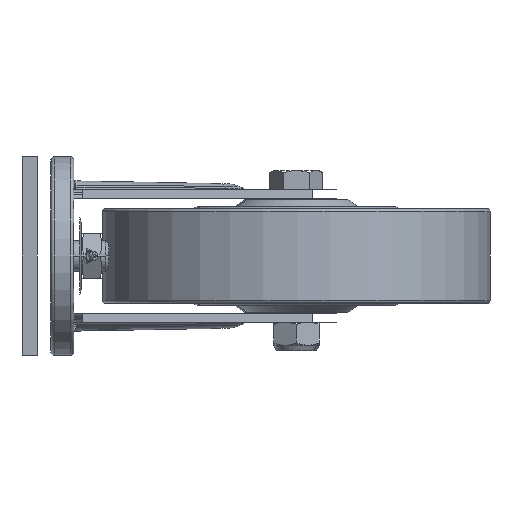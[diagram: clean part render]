
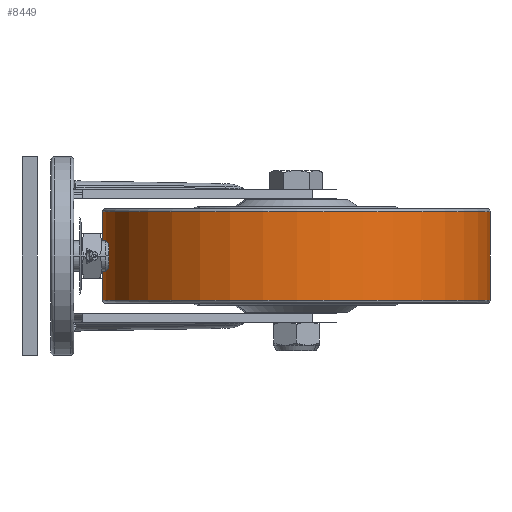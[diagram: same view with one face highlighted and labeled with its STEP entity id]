
A CAD part, left-side view. The second image highlights one B-rep face of the part: STEP entity #8449.
In plain terms, the highlighted cylindrical face has radius 127 mm (diameter 254 mm), a partial arc.
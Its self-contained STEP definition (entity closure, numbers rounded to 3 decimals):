
#7602=CARTESIAN_POINT('',(-156.859,129.046,
-93.962));
#7603=DIRECTION('',(0.,0.,-1.));
#7604=DIRECTION('',(0.001,-1.,0.));
#7605=AXIS2_PLACEMENT_3D('',#7602,#7603,#7604);
#7607=CARTESIAN_POINT('',(-156.859,129.046,
-36.038));
#7608=DIRECTION('',(0.,0.,-1.));
#7609=DIRECTION('',(0.001,-1.,0.));
#7610=AXIS2_PLACEMENT_3D('',#7607,#7608,#7609);
#7645=DIRECTION('',(0.,0.,-1.));
#7646=VECTOR('',#7645,57.923);
#7647=CARTESIAN_POINT('',(-156.783,2.046,
-36.038));
#7648=LINE('',#7647,#7646);
#7654=DIRECTION('',(0.,0.,-1.));
#7655=VECTOR('',#7654,57.923);
#7656=CARTESIAN_POINT('',(-156.934,256.046,
-36.038));
#7657=LINE('',#7656,#7655);
#8160=CARTESIAN_POINT('',(-156.934,256.046,
-93.962));
#8161=CARTESIAN_POINT('',(-156.783,2.046,
-93.962));
#8162=VERTEX_POINT('',#8160);
#8163=VERTEX_POINT('',#8161);
#8164=CARTESIAN_POINT('',(-156.934,256.046,
-36.038));
#8165=CARTESIAN_POINT('',(-156.783,2.046,
-36.038));
#8166=VERTEX_POINT('',#8164);
#8167=VERTEX_POINT('',#8165);
#8435=CARTESIAN_POINT('',(-156.859,129.046,-99.1));
#8436=DIRECTION('',(0.,0.,1.));
#8437=DIRECTION('',(0.001,-1.,0.));
#8438=AXIS2_PLACEMENT_3D('',#8435,#8436,#8437);
#8439=CYLINDRICAL_SURFACE('',#8438,127.);
#8441=ORIENTED_EDGE('',*,*,#8440,.T.);
#8443=ORIENTED_EDGE('',*,*,#8442,.F.);
#8444=ORIENTED_EDGE('',*,*,#8418,.F.);
#8446=ORIENTED_EDGE('',*,*,#8445,.T.);
#8447=EDGE_LOOP('',(#8441,#8443,#8444,#8446));
#8448=FACE_OUTER_BOUND('',#8447,.F.);
#8449=ADVANCED_FACE('',(#8448),#8439,.T.);
#7606=CIRCLE('',#7605,127.);
#7611=CIRCLE('',#7610,127.);
#8418=EDGE_CURVE('',#8167,#8166,#7611,.T.);
#8440=EDGE_CURVE('',#8163,#8162,#7606,.T.);
#8442=EDGE_CURVE('',#8166,#8162,#7657,.T.);
#8445=EDGE_CURVE('',#8167,#8163,#7648,.T.);
